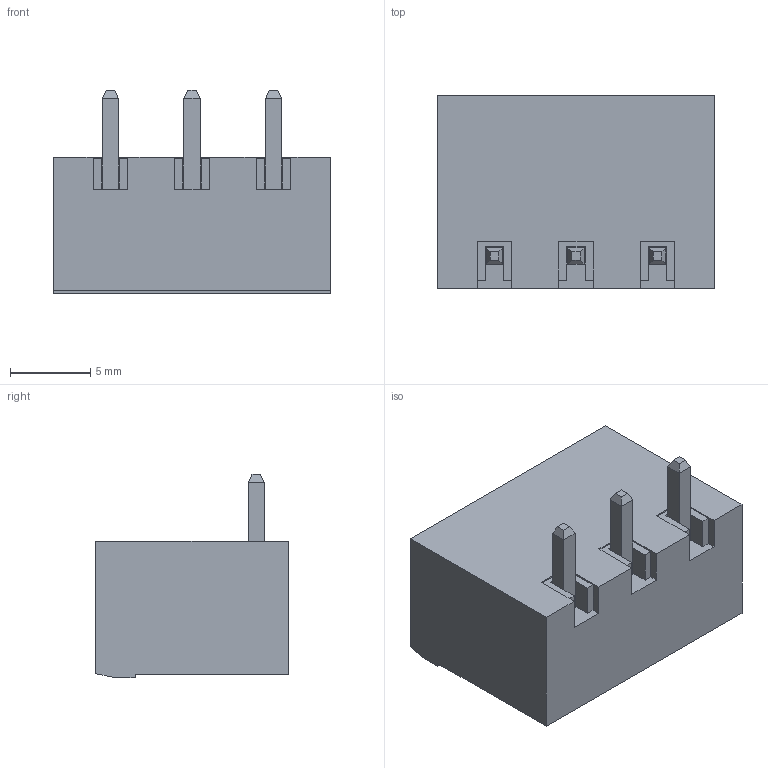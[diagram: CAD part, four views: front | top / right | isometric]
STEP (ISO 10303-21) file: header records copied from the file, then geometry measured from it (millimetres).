
FILE_DESCRIPTION (( 'STEP AP214' ), '1' );
FILE_NAME ('B5598A5F-3292-441E-8D7F-8E1793ABEC8A.STEP', '2024-11-11T13:47:39', ( '' ), ( '' ), 'SwSTEP 2.0', 'SolidWorks 2022', '' );
FILE_SCHEMA (( 'AUTOMOTIVE_DESIGN' ));
Length unit declared in the file: millimetre
Products named in the file (1): B5598A5F-3292-441E-8D7F-8E1793ABEC8A
Bounding box: 17.24 x 12 x 12.65 mm (x, y, z)
Volume: 789 mm3; surface area: 1507.8 mm2
Topology: 1 solids, 1 shells, 170 faces, 450 edges, 288 vertices
Faces by surface type: plane 155, torus 6, cylinder 6, bspline 3
Entity records: 6865 total; most frequent: CARTESIAN_POINT 1038, ORIENTED_EDGE 900, DIRECTION 786, EDGE_CURVE 450, VECTOR 378, LINE 378, VERTEX_POINT 288, AXIS2_PLACEMENT_3D 204
